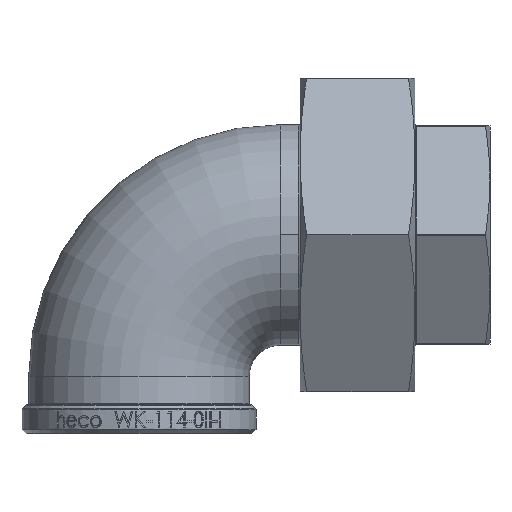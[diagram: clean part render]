
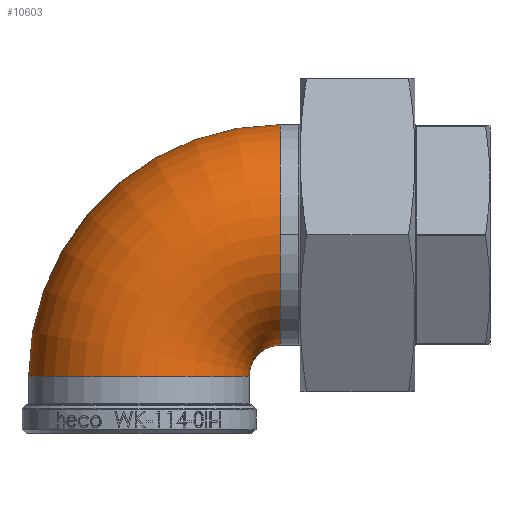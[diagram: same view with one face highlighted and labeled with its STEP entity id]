
A CAD part, top view. The second image highlights one B-rep face of the part: STEP entity #10603.
In plain terms, the highlighted toroidal (fillet/blend) face has major radius 32 mm and minor radius 25 mm.
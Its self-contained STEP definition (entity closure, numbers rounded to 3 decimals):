
#400 = DIRECTION ( 'NONE',  ( 0., -1., 0. ) ) ;
#672 = VERTEX_POINT ( 'NONE', #13142 ) ;
#1490 = AXIS2_PLACEMENT_3D ( 'NONE', #7209, #400, #8402 ) ;
#1606 = DIRECTION ( 'NONE',  ( 0., 0., -1. ) ) ;
#2300 = CIRCLE ( 'NONE', #5025, 25. ) ;
#2483 = CIRCLE ( 'NONE', #5863, 25. ) ;
#3182 = EDGE_CURVE ( 'NONE', #672, #13017, #5489, .T. ) ;
#3264 = VERTEX_POINT ( 'NONE', #12702 ) ;
#3333 = EDGE_CURVE ( 'NONE', #12479, #3264, #2483, .T. ) ;
#4597 = DIRECTION ( 'NONE',  ( 1., 0., 0. ) ) ;
#4666 = FACE_OUTER_BOUND ( 'NONE', #5250, .T. ) ;
#4742 = AXIS2_PLACEMENT_3D ( 'NONE', #9374, #1606, #16561 ) ;
#4832 = CARTESIAN_POINT ( 'NONE',  ( 32., 70., 0. ) ) ;
#5025 = AXIS2_PLACEMENT_3D ( 'NONE', #12774, #4597, #8710 ) ;
#5250 = EDGE_LOOP ( 'NONE', ( #9535, #14605, #10532, #7534, #13534 ) ) ;
#5489 = CIRCLE ( 'NONE', #1490, 25. ) ;
#5863 = AXIS2_PLACEMENT_3D ( 'NONE', #10262, #10083, #14138 ) ;
#6223 = DIRECTION ( 'NONE',  ( 0., 0., -1. ) ) ;
#6530 = EDGE_CURVE ( 'NONE', #13017, #12479, #8992, .T. ) ;
#7209 = CARTESIAN_POINT ( 'NONE',  ( 0., 13., 0. ) ) ;
#7534 = ORIENTED_EDGE ( 'NONE', *, *, #17494, .F. ) ;
#8402 = DIRECTION ( 'NONE',  ( -1., 0., 0. ) ) ;
#8449 = DIRECTION ( 'NONE',  ( 0., 0., -1. ) ) ;
#8710 = DIRECTION ( 'NONE',  ( 0., 1., 0. ) ) ;
#8992 = CIRCLE ( 'NONE', #13378, 57. ) ;
#9195 = CARTESIAN_POINT ( 'NONE',  ( 32., 20., 0. ) ) ;
#9374 = CARTESIAN_POINT ( 'NONE',  ( 32., 13., 0. ) ) ;
#9535 = ORIENTED_EDGE ( 'NONE', *, *, #6530, .F. ) ;
#10017 = TOROIDAL_SURFACE ( 'NONE', #16385, 32., 25. ) ;
#10083 = DIRECTION ( 'NONE',  ( 1., 0., 0. ) ) ;
#10262 = CARTESIAN_POINT ( 'NONE',  ( 32., 45., 0. ) ) ;
#10532 = ORIENTED_EDGE ( 'NONE', *, *, #15056, .T. ) ;
#10603 = ADVANCED_FACE ( 'NONE', ( #4666 ), #10017, .T. ) ;
#11010 = VERTEX_POINT ( 'NONE', #9195 ) ;
#12479 = VERTEX_POINT ( 'NONE', #4832 ) ;
#12702 = CARTESIAN_POINT ( 'NONE',  ( 32., 45., 25. ) ) ;
#12774 = CARTESIAN_POINT ( 'NONE',  ( 32., 45., 0. ) ) ;
#13017 = VERTEX_POINT ( 'NONE', #15699 ) ;
#13142 = CARTESIAN_POINT ( 'NONE',  ( 25., 13., 0. ) ) ;
#13378 = AXIS2_PLACEMENT_3D ( 'NONE', #15599, #6223, #17015 ) ;
#13534 = ORIENTED_EDGE ( 'NONE', *, *, #3333, .F. ) ;
#13825 = DIRECTION ( 'NONE',  ( 0., 1., 0. ) ) ;
#14138 = DIRECTION ( 'NONE',  ( 0., 1., 0. ) ) ;
#14605 = ORIENTED_EDGE ( 'NONE', *, *, #3182, .F. ) ;
#15056 = EDGE_CURVE ( 'NONE', #672, #11010, #16174, .T. ) ;
#15178 = CARTESIAN_POINT ( 'NONE',  ( 32., 13., 0. ) ) ;
#15599 = CARTESIAN_POINT ( 'NONE',  ( 32., 13., 0. ) ) ;
#15699 = CARTESIAN_POINT ( 'NONE',  ( -25., 13., 0. ) ) ;
#16174 = CIRCLE ( 'NONE', #4742, 7. ) ;
#16385 = AXIS2_PLACEMENT_3D ( 'NONE', #15178, #8449, #13825 ) ;
#16561 = DIRECTION ( 'NONE',  ( 0., 1., 0. ) ) ;
#17015 = DIRECTION ( 'NONE',  ( 0., 1., 0. ) ) ;
#17494 = EDGE_CURVE ( 'NONE', #3264, #11010, #2300, .T. ) ;
